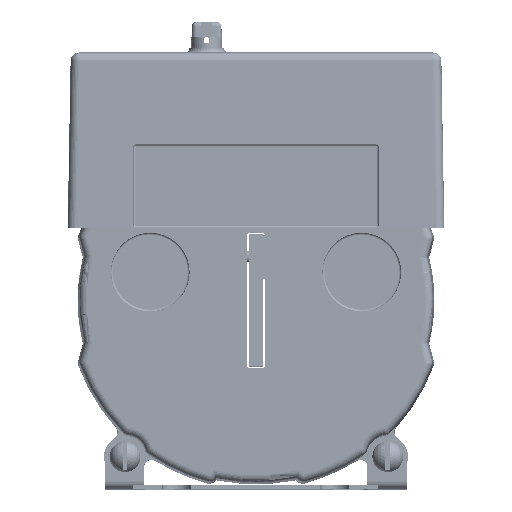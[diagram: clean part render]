
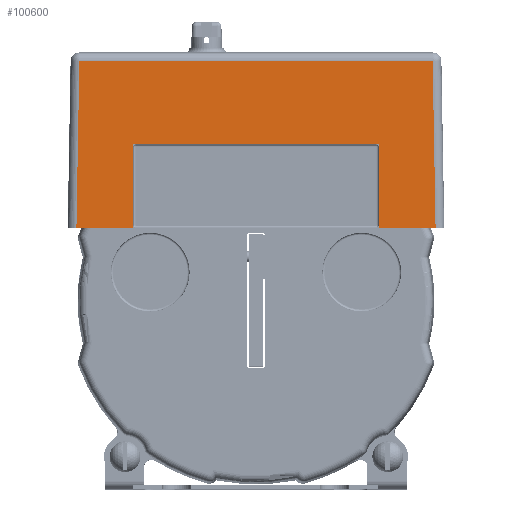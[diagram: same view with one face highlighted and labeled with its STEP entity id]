
A CAD part, top view. The second image highlights one B-rep face of the part: STEP entity #100600.
In plain terms, the highlighted planar face has unit normal (0, 0.018, 1).
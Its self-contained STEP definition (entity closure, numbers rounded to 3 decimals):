
#58487 = CARTESIAN_POINT ( 'NONE',  ( 43., 16.628, 26.5 ) ) ;
#58488 = DIRECTION ( 'NONE',  ( -1., 0., 0. ) ) ;
#58507 = CARTESIAN_POINT ( 'NONE',  ( 28., 35.665, 26.168 ) ) ;
#58516 = DIRECTION ( 'NONE',  ( 1., 0., 0. ) ) ;
#58562 = DIRECTION ( 'NONE',  ( 1., 0., 0. ) ) ;
#58600 = CARTESIAN_POINT ( 'NONE',  ( 43., 16.628, 26.5 ) ) ;
#59469 = VECTOR ( 'NONE', #58516, 1000. ) ;
#59482 = LINE ( 'NONE', #58487, #59469 ) ;
#59484 = LINE ( 'NONE', #58507, #59534 ) ;
#59534 = VECTOR ( 'NONE', #58488, 1000. ) ;
#59598 = LINE ( 'NONE', #58600, #59623 ) ;
#59623 = VECTOR ( 'NONE', #58562, 1000. ) ;
#59720 = LINE ( 'NONE', #61202, #59744 ) ;
#59742 = VECTOR ( 'NONE', #61201, 1000. ) ;
#59744 = VECTOR ( 'NONE', #61186, 1000. ) ;
#59747 = LINE ( 'NONE', #61203, #59776 ) ;
#59765 = LINE ( 'NONE', #61195, #59742 ) ;
#59776 = VECTOR ( 'NONE', #61216, 1000. ) ;
#59800 = LINE ( 'NONE', #61285, #59861 ) ;
#59808 = LINE ( 'NONE', #61248, #59900 ) ;
#59861 = VECTOR ( 'NONE', #61265, 1000. ) ;
#59900 = VECTOR ( 'NONE', #61261, 1000. ) ;
#61186 = DIRECTION ( 'NONE',  ( 0., -1., 0.017 ) ) ;
#61195 = CARTESIAN_POINT ( 'NONE',  ( 28., 16.628, 26.5 ) ) ;
#61201 = DIRECTION ( 'NONE',  ( 0., 1., -0.017 ) ) ;
#61202 = CARTESIAN_POINT ( 'NONE',  ( -28., 16.628, 26.5 ) ) ;
#61203 = CARTESIAN_POINT ( 'NONE',  ( -40.975, 18.093, 26.474 ) ) ;
#61216 = DIRECTION ( 'NONE',  ( -0.017, -1., 0.017 ) ) ;
#61248 = CARTESIAN_POINT ( 'NONE',  ( 41.001, 16.593, 26.501 ) ) ;
#61261 = DIRECTION ( 'NONE',  ( -0.017, 1., -0.017 ) ) ;
#61265 = DIRECTION ( 'NONE',  ( -1., 0., 0. ) ) ;
#61285 = CARTESIAN_POINT ( 'NONE',  ( 43., 54.663, 25.836 ) ) ;
#63699 = FACE_OUTER_BOUND ( 'NONE', #89343, .T. ) ;
#70122 = CARTESIAN_POINT ( 'NONE',  ( -28., 16.628, 26.5 ) ) ;
#70139 = CARTESIAN_POINT ( 'NONE',  ( 28., 35.665, 26.168 ) ) ;
#70144 = CARTESIAN_POINT ( 'NONE',  ( -41., 16.628, 26.5 ) ) ;
#70147 = CARTESIAN_POINT ( 'NONE',  ( 40.336, 54.663, 25.836 ) ) ;
#70159 = CARTESIAN_POINT ( 'NONE',  ( -28., 35.665, 26.168 ) ) ;
#70172 = CARTESIAN_POINT ( 'NONE',  ( 41., 16.628, 26.5 ) ) ;
#70208 = CARTESIAN_POINT ( 'NONE',  ( 28., 16.628, 26.5 ) ) ;
#70224 = CARTESIAN_POINT ( 'NONE',  ( -40.336, 54.663, 25.836 ) ) ;
#73005 = CARTESIAN_POINT ( 'NONE',  ( 43., 16.628, 26.5 ) ) ;
#73007 = DIRECTION ( 'NONE',  ( 0., 0.017, 1. ) ) ;
#73022 = PLANE ( 'NONE',  #73789 ) ;
#73028 = DIRECTION ( 'NONE',  ( 0., 1., -0.017 ) ) ;
#73789 = AXIS2_PLACEMENT_3D ( 'NONE', #73005, #73007, #73028 ) ;
#89343 = EDGE_LOOP ( 'NONE', ( #108641, #108442, #108634, #108556, #108519, #108356, #108413, #108407 ) ) ;
#96656 = EDGE_CURVE ( 'NONE', #99974, #99926, #59482, .T. ) ;
#96671 = EDGE_CURVE ( 'NONE', #99831, #99838, #59484, .T. ) ;
#96745 = EDGE_CURVE ( 'NONE', #99868, #99874, #59598, .T. ) ;
#96836 = EDGE_CURVE ( 'NONE', #99838, #99874, #59720, .T. ) ;
#96841 = EDGE_CURVE ( 'NONE', #99974, #99831, #59765, .T. ) ;
#96853 = EDGE_CURVE ( 'NONE', #99888, #99868, #59747, .T. ) ;
#96903 = EDGE_CURVE ( 'NONE', #99926, #99880, #59808, .T. ) ;
#96908 = EDGE_CURVE ( 'NONE', #99880, #99888, #59800, .T. ) ;
#99831 = VERTEX_POINT ( 'NONE', #70139 ) ;
#99838 = VERTEX_POINT ( 'NONE', #70159 ) ;
#99868 = VERTEX_POINT ( 'NONE', #70144 ) ;
#99874 = VERTEX_POINT ( 'NONE', #70122 ) ;
#99880 = VERTEX_POINT ( 'NONE', #70147 ) ;
#99888 = VERTEX_POINT ( 'NONE', #70224 ) ;
#99926 = VERTEX_POINT ( 'NONE', #70172 ) ;
#99974 = VERTEX_POINT ( 'NONE', #70208 ) ;
#100600 = ADVANCED_FACE ( 'NONE', ( #63699 ), #73022, .T. ) ;
#108356 = ORIENTED_EDGE ( 'NONE', *, *, #96841, .F. ) ;
#108407 = ORIENTED_EDGE ( 'NONE', *, *, #96903, .T. ) ;
#108413 = ORIENTED_EDGE ( 'NONE', *, *, #96656, .T. ) ;
#108442 = ORIENTED_EDGE ( 'NONE', *, *, #96853, .T. ) ;
#108519 = ORIENTED_EDGE ( 'NONE', *, *, #96671, .F. ) ;
#108556 = ORIENTED_EDGE ( 'NONE', *, *, #96836, .F. ) ;
#108634 = ORIENTED_EDGE ( 'NONE', *, *, #96745, .T. ) ;
#108641 = ORIENTED_EDGE ( 'NONE', *, *, #96908, .T. ) ;
